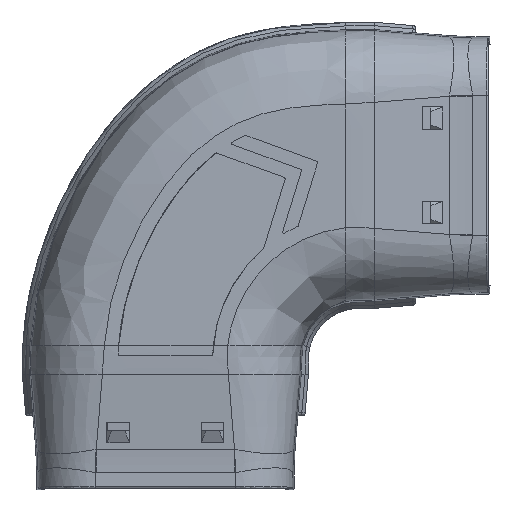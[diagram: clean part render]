
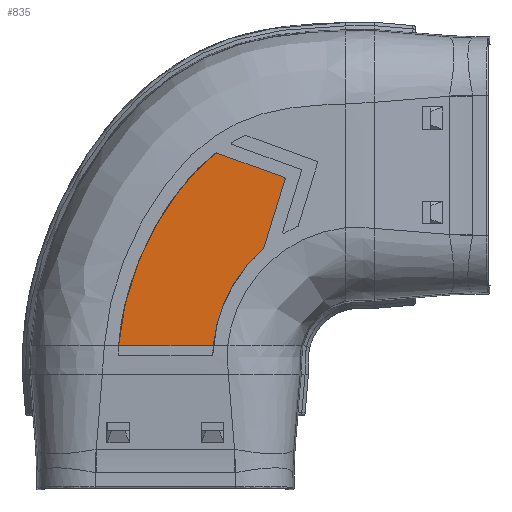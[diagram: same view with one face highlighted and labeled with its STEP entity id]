
A CAD part, front view. The second image highlights one B-rep face of the part: STEP entity #835.
In plain terms, the highlighted planar face has unit normal (0, -1, 0).
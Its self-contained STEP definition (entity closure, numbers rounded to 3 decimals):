
#704=AXIS2_PLACEMENT_3D('Circle Axis2P3D',#702,#703,$) ;
#731=AXIS2_PLACEMENT_3D('Plane Axis2P3D',#728,#729,#730) ;
#779=AXIS2_PLACEMENT_3D('Circle Axis2P3D',#777,#778,$) ;
#786=AXIS2_PLACEMENT_3D('Circle Axis2P3D',#784,#785,$) ;
#702=CARTESIAN_POINT('Axis2P3D Location',(-34.034,-113.8,39.296)) ;
#706=CARTESIAN_POINT('Vertex',(-33.707,-113.8,38.918)) ;
#708=CARTESIAN_POINT('Vertex',(-33.556,-113.8,39.149)) ;
#728=CARTESIAN_POINT('Axis2P3D Location',(0.,-113.8,0.)) ;
#735=CARTESIAN_POINT('Control Point',(-33.707,-113.8,38.918)) ;
#736=CARTESIAN_POINT('Control Point',(-37.427,-113.8,35.698)) ;
#737=CARTESIAN_POINT('Control Point',(-40.762,-113.8,32.033)) ;
#738=CARTESIAN_POINT('Control Point',(-43.642,-113.8,27.983)) ;
#739=CARTESIAN_POINT('Control Point',(-47.407,-113.8,21.062)) ;
#740=CARTESIAN_POINT('Control Point',(-49.791,-113.8,13.59)) ;
#741=CARTESIAN_POINT('Control Point',(-50.478,-113.8,10.759)) ;
#742=CARTESIAN_POINT('Control Point',(-50.963,-113.8,7.889)) ;
#743=CARTESIAN_POINT('Control Point',(-51.245,-113.8,5.)) ;
#744=CARTESIAN_POINT('Vertex',(-51.245,-113.8,5.)) ;
#747=CARTESIAN_POINT('Line Origine',(-29.867,-113.8,51.153)) ;
#751=CARTESIAN_POINT('Vertex',(-26.177,-113.8,63.157)) ;
#755=CARTESIAN_POINT('Control Point',(-26.177,-113.8,63.157)) ;
#756=CARTESIAN_POINT('Control Point',(-26.159,-113.8,63.215)) ;
#757=CARTESIAN_POINT('Control Point',(-26.15,-113.8,63.276)) ;
#758=CARTESIAN_POINT('Control Point',(-26.151,-113.8,63.338)) ;
#759=CARTESIAN_POINT('Control Point',(-26.17,-113.8,63.459)) ;
#760=CARTESIAN_POINT('Control Point',(-26.225,-113.8,63.569)) ;
#761=CARTESIAN_POINT('Control Point',(-26.26,-113.8,63.62)) ;
#762=CARTESIAN_POINT('Control Point',(-26.324,-113.8,63.686)) ;
#763=CARTESIAN_POINT('Control Point',(-26.401,-113.8,63.736)) ;
#764=CARTESIAN_POINT('Control Point',(-26.428,-113.8,63.751)) ;
#765=CARTESIAN_POINT('Control Point',(-26.456,-113.8,63.763)) ;
#766=CARTESIAN_POINT('Control Point',(-26.485,-113.8,63.774)) ;
#767=CARTESIAN_POINT('Vertex',(-26.485,-113.8,63.774)) ;
#770=CARTESIAN_POINT('Line Origine',(-38.234,-113.8,68.041)) ;
#774=CARTESIAN_POINT('Vertex',(-49.984,-113.8,72.308)) ;
#777=CARTESIAN_POINT('Axis2P3D Location',(-50.155,-113.8,71.838)) ;
#781=CARTESIAN_POINT('Vertex',(-50.155,-113.8,72.338)) ;
#784=CARTESIAN_POINT('Axis2P3D Location',(-50.155,-113.8,71.838)) ;
#788=CARTESIAN_POINT('Vertex',(-50.459,-113.8,72.235)) ;
#792=CARTESIAN_POINT('Control Point',(-84.343,-113.8,5.)) ;
#793=CARTESIAN_POINT('Control Point',(-84.221,-113.8,6.787)) ;
#794=CARTESIAN_POINT('Control Point',(-84.05,-113.8,8.571)) ;
#795=CARTESIAN_POINT('Control Point',(-83.831,-113.8,10.354)) ;
#796=CARTESIAN_POINT('Control Point',(-83.061,-113.8,15.498)) ;
#797=CARTESIAN_POINT('Control Point',(-81.92,-113.8,20.581)) ;
#798=CARTESIAN_POINT('Control Point',(-81.03,-113.8,23.86)) ;
#799=CARTESIAN_POINT('Control Point',(-79.384,-113.8,29.09)) ;
#800=CARTESIAN_POINT('Control Point',(-77.416,-113.8,34.206)) ;
#801=CARTESIAN_POINT('Control Point',(-76.628,-113.8,36.123)) ;
#802=CARTESIAN_POINT('Control Point',(-74.584,-113.8,40.788)) ;
#803=CARTESIAN_POINT('Control Point',(-72.276,-113.8,45.331)) ;
#804=CARTESIAN_POINT('Control Point',(-70.822,-113.8,47.962)) ;
#805=CARTESIAN_POINT('Control Point',(-68.082,-113.8,52.535)) ;
#806=CARTESIAN_POINT('Control Point',(-65.045,-113.8,56.911)) ;
#807=CARTESIAN_POINT('Control Point',(-63.676,-113.8,58.759)) ;
#808=CARTESIAN_POINT('Control Point',(-61.205,-113.8,61.874)) ;
#809=CARTESIAN_POINT('Control Point',(-58.552,-113.8,64.83)) ;
#810=CARTESIAN_POINT('Control Point',(-57.405,-113.8,66.042)) ;
#811=CARTESIAN_POINT('Control Point',(-55.375,-113.8,68.067)) ;
#812=CARTESIAN_POINT('Control Point',(-53.242,-113.8,69.978)) ;
#813=CARTESIAN_POINT('Control Point',(-52.332,-113.8,70.756)) ;
#814=CARTESIAN_POINT('Control Point',(-51.405,-113.8,71.508)) ;
#815=CARTESIAN_POINT('Control Point',(-50.459,-113.8,72.235)) ;
#816=CARTESIAN_POINT('Vertex',(-84.343,-113.8,5.)) ;
#819=CARTESIAN_POINT('Line Origine',(-67.794,-113.8,5.)) ;
#703=DIRECTION('Axis2P3D Direction',(0.,-1.,0.)) ;
#729=DIRECTION('Axis2P3D Direction',(-0.,1.,0.)) ;
#730=DIRECTION('Axis2P3D XDirection',(1.,0.,0.)) ;
#748=DIRECTION('Vector Direction',(-0.294,0.,-0.956)) ;
#771=DIRECTION('Vector Direction',(0.94,0.,-0.341)) ;
#778=DIRECTION('Axis2P3D Direction',(-0.,1.,0.)) ;
#785=DIRECTION('Axis2P3D Direction',(-0.,1.,0.)) ;
#820=DIRECTION('Vector Direction',(-1.,0.,0.)) ;
#749=VECTOR('Line Direction',#748,1.) ;
#772=VECTOR('Line Direction',#771,1.) ;
#821=VECTOR('Line Direction',#820,1.) ;
#825=ORIENTED_EDGE('',*,*,#746,.F.) ;
#826=ORIENTED_EDGE('',*,*,#710,.T.) ;
#827=ORIENTED_EDGE('',*,*,#753,.F.) ;
#828=ORIENTED_EDGE('',*,*,#769,.T.) ;
#829=ORIENTED_EDGE('',*,*,#776,.F.) ;
#830=ORIENTED_EDGE('',*,*,#783,.F.) ;
#831=ORIENTED_EDGE('',*,*,#790,.F.) ;
#832=ORIENTED_EDGE('',*,*,#818,.F.) ;
#833=ORIENTED_EDGE('',*,*,#823,.F.) ;
#835=ADVANCED_FACE('4051008 P-RBV 150 Rohrbogen vertikal 90_vereinfacht',(#834),#732,.F.) ;
#734=B_SPLINE_CURVE_WITH_KNOTS('',5,(#735,#736,#737,#738,#739,#740,#741,#742,#743),.UNSPECIFIED.,.F.,.U.,(6,3,6),(0.,34.855,55.422),.UNSPECIFIED.) ;
#754=B_SPLINE_CURVE_WITH_KNOTS('',5,(#755,#756,#757,#758,#759,#760,#761,#762,#763,#764,#765,#766),.UNSPECIFIED.,.F.,.U.,(6,3,3,6),(0.,0.431,0.863,1.078),.UNSPECIFIED.) ;
#791=B_SPLINE_CURVE_WITH_KNOTS('',5,(#792,#793,#794,#795,#796,#797,#798,#799,#800,#801,#802,#803,#804,#805,#806,#807,#808,#809,#810,#811,#812,#813,#814,#815),.UNSPECIFIED.,.F.,.U.,(6,3,3,3,3,3,3,6),(0.,12.677,36.78,51.376,72.744,89.013,100.85,109.317),.UNSPECIFIED.) ;
#705=CIRCLE('generated circle',#704,0.5) ;
#780=CIRCLE('generated circle',#779,0.5) ;
#787=CIRCLE('generated circle',#786,0.5) ;
#710=EDGE_CURVE('',#707,#709,#705,.T.) ;
#746=EDGE_CURVE('',#707,#745,#734,.T.) ;
#753=EDGE_CURVE('',#752,#709,#750,.T.) ;
#769=EDGE_CURVE('',#752,#768,#754,.T.) ;
#776=EDGE_CURVE('',#775,#768,#773,.T.) ;
#783=EDGE_CURVE('',#782,#775,#780,.T.) ;
#790=EDGE_CURVE('',#789,#782,#787,.T.) ;
#818=EDGE_CURVE('',#817,#789,#791,.T.) ;
#823=EDGE_CURVE('',#745,#817,#822,.T.) ;
#824=EDGE_LOOP('',(#825,#826,#827,#828,#829,#830,#831,#832,#833)) ;
#834=FACE_OUTER_BOUND('',#824,.T.) ;
#750=LINE('Line',#747,#749) ;
#773=LINE('Line',#770,#772) ;
#822=LINE('Line',#819,#821) ;
#732=PLANE('',#731) ;
#707=VERTEX_POINT('',#706) ;
#709=VERTEX_POINT('',#708) ;
#745=VERTEX_POINT('',#744) ;
#752=VERTEX_POINT('',#751) ;
#768=VERTEX_POINT('',#767) ;
#775=VERTEX_POINT('',#774) ;
#782=VERTEX_POINT('',#781) ;
#789=VERTEX_POINT('',#788) ;
#817=VERTEX_POINT('',#816) ;
